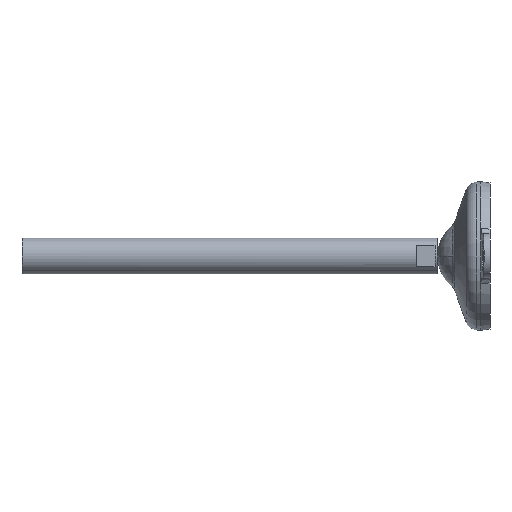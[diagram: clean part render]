
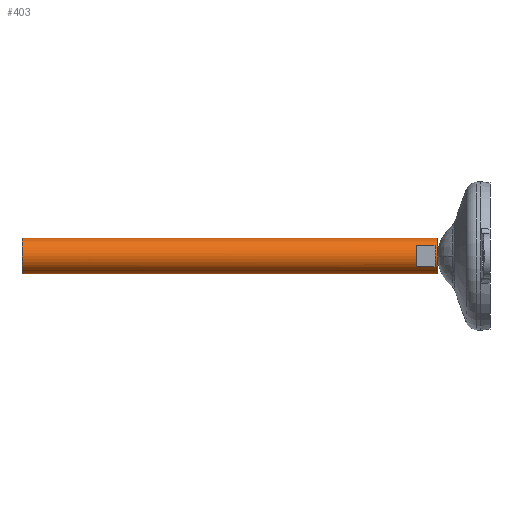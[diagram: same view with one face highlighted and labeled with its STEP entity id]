
A CAD part, left-side view. The second image highlights one B-rep face of the part: STEP entity #403.
In plain terms, the highlighted cylindrical face has radius 12 mm (diameter 24 mm), a partial arc.
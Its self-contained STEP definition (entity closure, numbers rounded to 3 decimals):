
#1 = EDGE_CURVE ( 'NONE', #1295, #1421, #716, .T. ) ;
#12 = ORIENTED_EDGE ( 'NONE', *, *, #368, .T. ) ;
#62 = VERTEX_POINT ( 'NONE', #952 ) ;
#81 = ORIENTED_EDGE ( 'NONE', *, *, #1273, .F. ) ;
#118 = DIRECTION ( 'NONE',  ( 0., 0., -1. ) ) ;
#131 = DIRECTION ( 'NONE',  ( 0., 1., 0. ) ) ;
#216 = LINE ( 'NONE', #1424, #253 ) ;
#217 = DIRECTION ( 'NONE',  ( 0., -1., 0. ) ) ;
#232 = AXIS2_PLACEMENT_3D ( 'NONE', #306, #557, #1023 ) ;
#253 = VECTOR ( 'NONE', #338, 1000. ) ;
#306 = CARTESIAN_POINT ( 'NONE',  ( 0., 49.5, 0. ) ) ;
#324 = VECTOR ( 'NONE', #886, 1000. ) ;
#334 = CARTESIAN_POINT ( 'NONE',  ( -9.5, 37., -7.331 ) ) ;
#336 = DIRECTION ( 'NONE',  ( 0., -1., 0. ) ) ;
#338 = DIRECTION ( 'NONE',  ( 0., -1., 0. ) ) ;
#344 = EDGE_LOOP ( 'NONE', ( #81, #1407, #12, #417 ) ) ;
#345 = DIRECTION ( 'NONE',  ( 0., -1., 0. ) ) ;
#353 = CIRCLE ( 'NONE', #1233, 12. ) ;
#368 = EDGE_CURVE ( 'NONE', #1475, #1519, #216, .T. ) ;
#403 = ADVANCED_FACE ( 'NONE', ( #1532, #720 ), #689, .T. ) ;
#417 = ORIENTED_EDGE ( 'NONE', *, *, #984, .F. ) ;
#450 = DIRECTION ( 'NONE',  ( 0., 0., -1. ) ) ;
#476 = VERTEX_POINT ( 'NONE', #1073 ) ;
#537 = CARTESIAN_POINT ( 'NONE',  ( -9.5, 0., 7.331 ) ) ;
#541 = VERTEX_POINT ( 'NONE', #1219 ) ;
#546 = CARTESIAN_POINT ( 'NONE',  ( 0., 35.5, -12. ) ) ;
#557 = DIRECTION ( 'NONE',  ( 0., 1., 0. ) ) ;
#588 = CARTESIAN_POINT ( 'NONE',  ( 0., 0., 12. ) ) ;
#589 = EDGE_CURVE ( 'NONE', #1421, #62, #878, .T. ) ;
#599 = CARTESIAN_POINT ( 'NONE',  ( 0., 35.5, 0. ) ) ;
#605 = CIRCLE ( 'NONE', #1161, 12. ) ;
#642 = LINE ( 'NONE', #537, #324 ) ;
#689 = CYLINDRICAL_SURFACE ( 'NONE', #755, 12. ) ;
#716 = LINE ( 'NONE', #1178, #1304 ) ;
#720 = FACE_BOUND ( 'NONE', #846, .T. ) ;
#755 = AXIS2_PLACEMENT_3D ( 'NONE', #821, #345, #1416 ) ;
#806 = LINE ( 'NONE', #588, #1225 ) ;
#821 = CARTESIAN_POINT ( 'NONE',  ( 0., 0., 0. ) ) ;
#837 = CARTESIAN_POINT ( 'NONE',  ( 0., 315., 0. ) ) ;
#846 = EDGE_LOOP ( 'NONE', ( #1022, #1143, #1167, #1011 ) ) ;
#868 = CARTESIAN_POINT ( 'NONE',  ( -9.5, 49.5, -7.331 ) ) ;
#871 = DIRECTION ( 'NONE',  ( 0., 0., -1. ) ) ;
#877 = EDGE_CURVE ( 'NONE', #476, #1295, #1057, .T. ) ;
#878 = CIRCLE ( 'NONE', #232, 12. ) ;
#886 = DIRECTION ( 'NONE',  ( 0., -1., 0. ) ) ;
#952 = CARTESIAN_POINT ( 'NONE',  ( -9.5, 49.5, 7.331 ) ) ;
#984 = EDGE_CURVE ( 'NONE', #1288, #1519, #605, .T. ) ;
#1011 = ORIENTED_EDGE ( 'NONE', *, *, #877, .T. ) ;
#1022 = ORIENTED_EDGE ( 'NONE', *, *, #1, .T. ) ;
#1023 = DIRECTION ( 'NONE',  ( 0., 0., 1. ) ) ;
#1057 = CIRCLE ( 'NONE', #1454, 12. ) ;
#1073 = CARTESIAN_POINT ( 'NONE',  ( -9.5, 37., 7.331 ) ) ;
#1143 = ORIENTED_EDGE ( 'NONE', *, *, #589, .T. ) ;
#1161 = AXIS2_PLACEMENT_3D ( 'NONE', #599, #1329, #871 ) ;
#1167 = ORIENTED_EDGE ( 'NONE', *, *, #1534, .T. ) ;
#1178 = CARTESIAN_POINT ( 'NONE',  ( -9.5, 0., -7.331 ) ) ;
#1200 = CARTESIAN_POINT ( 'NONE',  ( 0., 315., -12. ) ) ;
#1219 = CARTESIAN_POINT ( 'NONE',  ( 0., 315., 12. ) ) ;
#1225 = VECTOR ( 'NONE', #217, 1000. ) ;
#1233 = AXIS2_PLACEMENT_3D ( 'NONE', #837, #1518, #118 ) ;
#1242 = EDGE_CURVE ( 'NONE', #541, #1475, #353, .T. ) ;
#1273 = EDGE_CURVE ( 'NONE', #541, #1288, #806, .T. ) ;
#1288 = VERTEX_POINT ( 'NONE', #1314 ) ;
#1295 = VERTEX_POINT ( 'NONE', #334 ) ;
#1304 = VECTOR ( 'NONE', #131, 1000. ) ;
#1314 = CARTESIAN_POINT ( 'NONE',  ( 0., 35.5, 12. ) ) ;
#1329 = DIRECTION ( 'NONE',  ( 0., -1., 0. ) ) ;
#1407 = ORIENTED_EDGE ( 'NONE', *, *, #1242, .T. ) ;
#1416 = DIRECTION ( 'NONE',  ( 0., 0., -1. ) ) ;
#1421 = VERTEX_POINT ( 'NONE', #868 ) ;
#1424 = CARTESIAN_POINT ( 'NONE',  ( 0., 0., -12. ) ) ;
#1454 = AXIS2_PLACEMENT_3D ( 'NONE', #1521, #336, #450 ) ;
#1475 = VERTEX_POINT ( 'NONE', #1200 ) ;
#1518 = DIRECTION ( 'NONE',  ( 0., -1., 0. ) ) ;
#1519 = VERTEX_POINT ( 'NONE', #546 ) ;
#1521 = CARTESIAN_POINT ( 'NONE',  ( 0., 37., 0. ) ) ;
#1532 = FACE_OUTER_BOUND ( 'NONE', #344, .T. ) ;
#1534 = EDGE_CURVE ( 'NONE', #62, #476, #642, .T. ) ;
